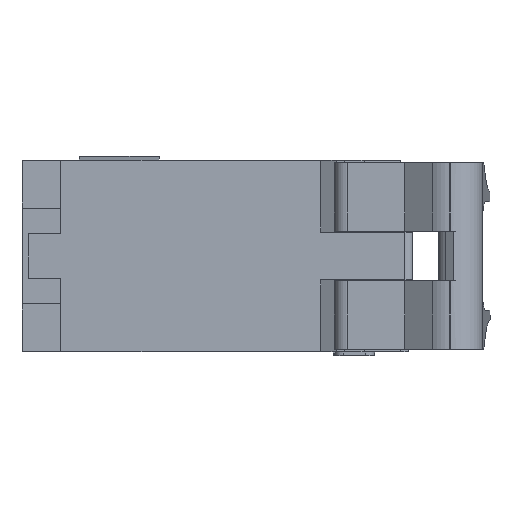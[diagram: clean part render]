
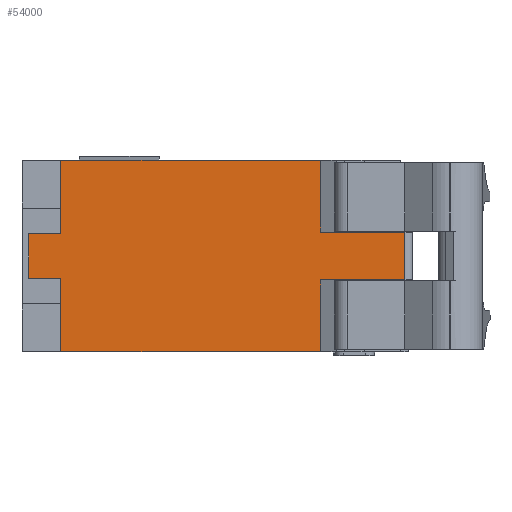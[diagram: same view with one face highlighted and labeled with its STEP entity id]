
A CAD part, left-side view. The second image highlights one B-rep face of the part: STEP entity #54000.
In plain terms, the highlighted planar face has unit normal (-1, 0, 0).
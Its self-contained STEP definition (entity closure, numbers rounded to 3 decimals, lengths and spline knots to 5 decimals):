
#3577=FACE_OUTER_BOUND('',#6366,.T.);
#6366=EDGE_LOOP('',(#43101,#43102,#43103,#43104,#43105,#43106,#43107,#43108,
#43109,#43110,#43111,#43112));
#12423=LINE('',#86939,#18579);
#12428=LINE('',#86949,#18584);
#12429=LINE('',#86952,#18585);
#12430=LINE('',#86954,#18586);
#12431=LINE('',#86956,#18587);
#12432=LINE('',#86958,#18588);
#12433=LINE('',#86960,#18589);
#12434=LINE('',#86962,#18590);
#12435=LINE('',#86964,#18591);
#12436=LINE('',#86966,#18592);
#12437=LINE('',#86968,#18593);
#12438=LINE('',#86969,#18594);
#18579=VECTOR('',#67803,0.3937);
#18584=VECTOR('',#67812,0.3937);
#18585=VECTOR('',#67815,0.3937);
#18586=VECTOR('',#67816,0.3937);
#18587=VECTOR('',#67817,0.3937);
#18588=VECTOR('',#67818,0.3937);
#18589=VECTOR('',#67819,0.3937);
#18590=VECTOR('',#67820,0.3937);
#18591=VECTOR('',#67821,0.3937);
#18592=VECTOR('',#67822,0.3937);
#18593=VECTOR('',#67823,0.3937);
#18594=VECTOR('',#67824,0.3937);
#23734=VERTEX_POINT('',#86936);
#23735=VERTEX_POINT('',#86938);
#23738=VERTEX_POINT('',#86947);
#23739=VERTEX_POINT('',#86951);
#23740=VERTEX_POINT('',#86953);
#23741=VERTEX_POINT('',#86955);
#23742=VERTEX_POINT('',#86957);
#23743=VERTEX_POINT('',#86959);
#23744=VERTEX_POINT('',#86961);
#23745=VERTEX_POINT('',#86963);
#23746=VERTEX_POINT('',#86965);
#23747=VERTEX_POINT('',#86967);
#30479=EDGE_CURVE('',#23734,#23735,#12423,.T.);
#30485=EDGE_CURVE('',#23738,#23734,#12428,.T.);
#30486=EDGE_CURVE('',#23739,#23738,#12429,.T.);
#30487=EDGE_CURVE('',#23739,#23740,#12430,.T.);
#30488=EDGE_CURVE('',#23741,#23740,#12431,.T.);
#30489=EDGE_CURVE('',#23741,#23742,#12432,.T.);
#30490=EDGE_CURVE('',#23742,#23743,#12433,.T.);
#30491=EDGE_CURVE('',#23743,#23744,#12434,.T.);
#30492=EDGE_CURVE('',#23744,#23745,#12435,.T.);
#30493=EDGE_CURVE('',#23745,#23746,#12436,.T.);
#30494=EDGE_CURVE('',#23747,#23746,#12437,.T.);
#30495=EDGE_CURVE('',#23747,#23735,#12438,.T.);
#43101=ORIENTED_EDGE('',*,*,#30485,.F.);
#43102=ORIENTED_EDGE('',*,*,#30486,.F.);
#43103=ORIENTED_EDGE('',*,*,#30487,.T.);
#43104=ORIENTED_EDGE('',*,*,#30488,.F.);
#43105=ORIENTED_EDGE('',*,*,#30489,.T.);
#43106=ORIENTED_EDGE('',*,*,#30490,.T.);
#43107=ORIENTED_EDGE('',*,*,#30491,.T.);
#43108=ORIENTED_EDGE('',*,*,#30492,.T.);
#43109=ORIENTED_EDGE('',*,*,#30493,.T.);
#43110=ORIENTED_EDGE('',*,*,#30494,.F.);
#43111=ORIENTED_EDGE('',*,*,#30495,.T.);
#43112=ORIENTED_EDGE('',*,*,#30479,.F.);
#48472=PLANE('',#57319);
#54000=ADVANCED_FACE('',(#3577),#48472,.T.);
#57319=AXIS2_PLACEMENT_3D('',#86950,#67813,#67814);
#67803=DIRECTION('',(0.,1.,0.));
#67812=DIRECTION('',(0.,0.,-1.));
#67813=DIRECTION('center_axis',(-1.,0.,0.));
#67814=DIRECTION('ref_axis',(0.,1.,0.));
#67815=DIRECTION('',(0.,-1.,0.));
#67816=DIRECTION('',(0.,0.,1.));
#67817=DIRECTION('',(0.,-1.,0.));
#67818=DIRECTION('',(0.,0.,-1.));
#67819=DIRECTION('',(0.,1.,0.));
#67820=DIRECTION('',(0.,0.,-1.));
#67821=DIRECTION('',(0.,-1.,0.));
#67822=DIRECTION('',(0.,0.,-1.));
#67823=DIRECTION('',(0.,1.,0.));
#67824=DIRECTION('',(0.,0.,1.));
#86936=CARTESIAN_POINT('',(-0.55326,-0.30073,-0.0325));
#86938=CARTESIAN_POINT('',(-0.55326,-0.1952,-0.0325));
#86939=CARTESIAN_POINT('',(-0.55326,-0.31073,-0.0325));
#86947=CARTESIAN_POINT('',(-0.55326,-0.30073,0.0275));
#86949=CARTESIAN_POINT('',(-0.55326,-0.30073,-0.0025));
#86950=CARTESIAN_POINT('Origin',(-0.55326,-0.31073,
-0.0025));
#86951=CARTESIAN_POINT('',(-0.55326,-0.1952,0.0275));
#86952=CARTESIAN_POINT('',(-0.55326,-0.1952,0.0275));
#86953=CARTESIAN_POINT('',(-0.55326,-0.1952,0.1175));
#86954=CARTESIAN_POINT('',(-0.55326,-0.1952,0.0575));
#86955=CARTESIAN_POINT('',(-0.55326,0.13027,0.1175));
#86956=CARTESIAN_POINT('',(-0.55326,-0.31073,0.1175));
#86957=CARTESIAN_POINT('',(-0.55326,0.13027,0.0255));
#86958=CARTESIAN_POINT('',(-0.55326,0.13027,0.0575));
#86959=CARTESIAN_POINT('',(-0.55326,0.17027,0.0255));
#86960=CARTESIAN_POINT('',(-0.55326,-0.15861,0.0255));
#86961=CARTESIAN_POINT('',(-0.55326,0.17027,-0.0305));
#86962=CARTESIAN_POINT('',(-0.55326,0.17027,-0.0025));
#86963=CARTESIAN_POINT('',(-0.55326,0.13027,-0.0305));
#86964=CARTESIAN_POINT('',(-0.55326,-0.15861,-0.0305));
#86965=CARTESIAN_POINT('',(-0.55326,0.13027,-0.1225));
#86966=CARTESIAN_POINT('',(-0.55326,0.13027,-0.0625));
#86967=CARTESIAN_POINT('',(-0.55326,-0.1952,-0.1225));
#86968=CARTESIAN_POINT('',(-0.55326,-0.31073,-0.1225));
#86969=CARTESIAN_POINT('',(-0.55326,-0.1952,-0.0625));
